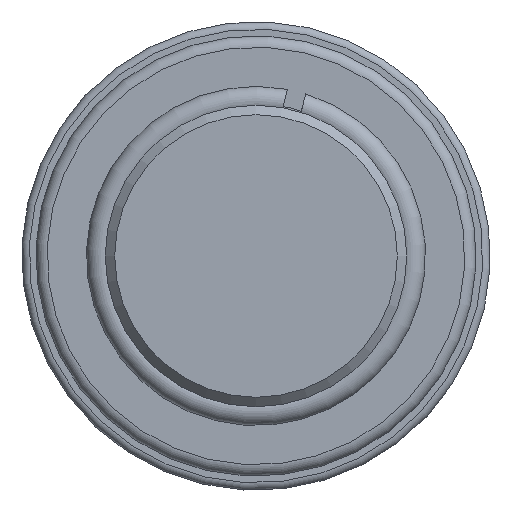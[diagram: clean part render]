
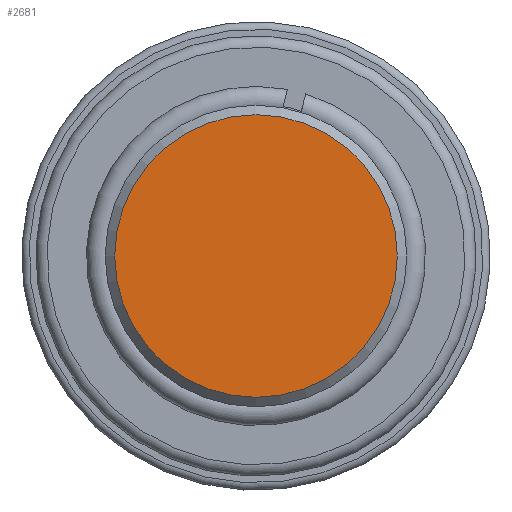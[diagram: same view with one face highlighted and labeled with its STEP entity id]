
A CAD part, left-side view. The second image highlights one B-rep face of the part: STEP entity #2681.
In plain terms, the highlighted planar face has unit normal (-1, 0, 0).
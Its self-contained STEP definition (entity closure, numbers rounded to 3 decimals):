
#2665=CARTESIAN_POINT('',(0.,6.988,0.0));
#2666=DIRECTION('',(-1.0,0.0,0.0));
#2667=DIRECTION('',(0.0,0.0,1.0));
#2668=AXIS2_PLACEMENT_3D('',#2665,#2666,#2667);
#2669=PLANE('',#2668);
#2670=CARTESIAN_POINT('',(0.,7.475,0.0));
#2671=VERTEX_POINT('',#2670);
#2672=CARTESIAN_POINT('',(0.0,0.0,0.0));
#2673=DIRECTION('',(1.0,0.0,0.0));
#2674=DIRECTION('',(0.0,1.0,0.0));
#2675=AXIS2_PLACEMENT_3D('',#2672,#2673,#2674);
#2676=CIRCLE('',#2675,7.475);
#2677=EDGE_CURVE('',#2671,#2671,#2676,.T.);
#2678=ORIENTED_EDGE('',*,*,#2677,.F.);
#2679=EDGE_LOOP('',(#2678));
#2680=FACE_OUTER_BOUND('',#2679,.T.);
#2681=ADVANCED_FACE('',(#2680),#2669,.T.);
